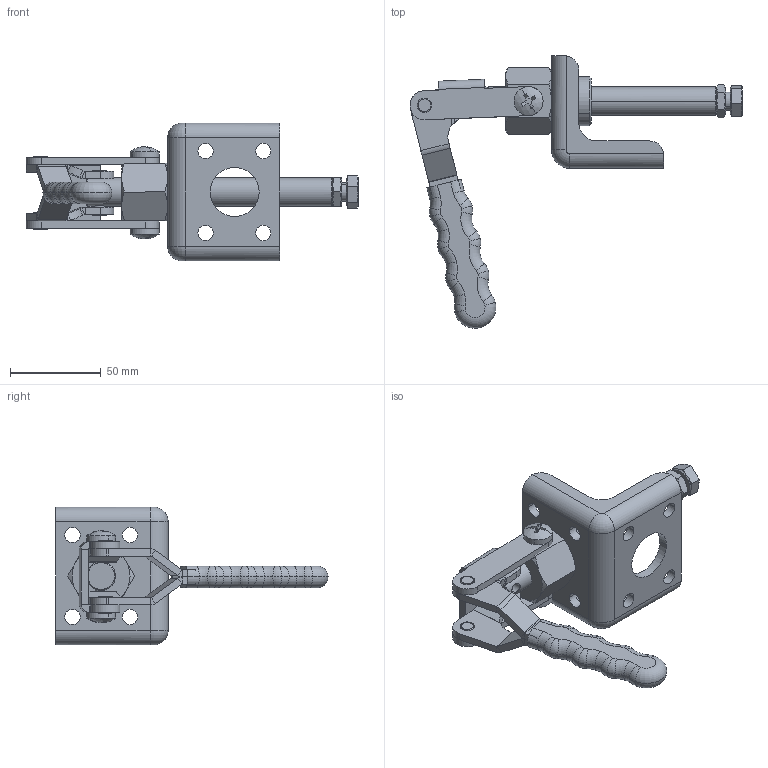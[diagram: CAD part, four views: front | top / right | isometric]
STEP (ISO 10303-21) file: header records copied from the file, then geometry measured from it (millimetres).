
FILE_DESCRIPTION (( 'STEP AP203' ), '1' );
FILE_NAME ('HS-36224M 装配体.STEP', '2018-12-07T04:14:04', ( 'PCOS' ), ( '微软中国' ), 'SwSTEP 2.0', 'SolidWorks 2012', '' );
FILE_SCHEMA (( 'CONFIG_CONTROL_DESIGN' ));
Length unit declared in the file: millimetre
Products named in the file (14): HS-36224M 蚾饜极; HS-36225盓殤; cross recessed pan head screws gb_GB_CROSS_SCREWS_TYPE1 M8X10-10  H type-N; hexagon head bolts-full thread gb_GB_FASTENER_BOLT_STBAB A M10X50-C; hex thin nuts-grades ab-chamfered gb_GB_FASTENER_NUT_STNAB M10-N; 挴裝; 种2; 种1; 忒梟酘; 忒梟衵; 忒參; 蹟譫; 蟀裝; 嘐隅俋蹟恇
Assembly tree (15 placements, depth 2):
  HS-36224M 蚾饜极
    嘐隅俋蹟恇
    蟀裝
    蹟譫
    忒參
    忒梟衵
    忒梟酘
    种1  x2
    种2
    挴裝
    hex thin nuts-grades ab-chamfered gb_GB_FASTENER_NUT_STNAB M10-N
    hexagon head bolts-full thread gb_GB_FASTENER_BOLT_STBAB A M10X50-C
    cross recessed pan head screws gb_GB_CROSS_SCREWS_TYPE1 M8X10-10  H type-N  x2
    HS-36225盓殤
Bounding box: 183.23 x 150.33 x 76 mm (x, y, z)
Volume: 148675 mm3; surface area: 68622.3 mm2
Topology: 15 solids, 15 shells, 831 faces, 2138 edges, 1372 vertices
Faces by surface type: plane 397, cylinder 170, bspline 158, torus 68, cone 34, sphere 4
Entity records: 32822 total; most frequent: CARTESIAN_POINT 12626, ORIENTED_EDGE 4104, DIRECTION 3466, EDGE_CURVE 2052, VERTEX_POINT 1316, AXIS2_PLACEMENT_3D 1160, LINE 1146, VECTOR 1146
